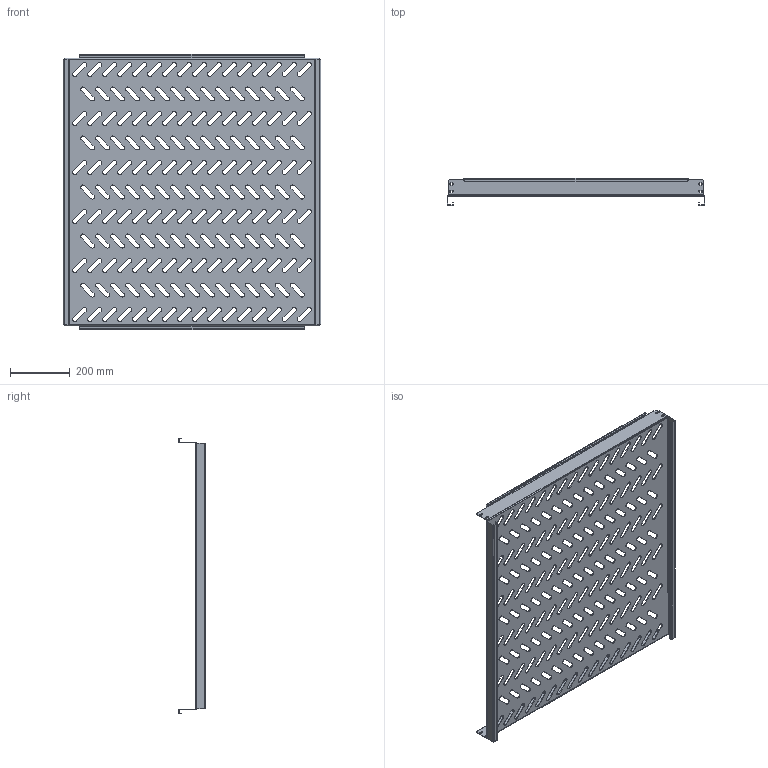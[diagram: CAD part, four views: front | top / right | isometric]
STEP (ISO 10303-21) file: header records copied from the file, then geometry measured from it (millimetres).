
FILE_DESCRIPTION (( 'STEP AP214' ), '1' );
FILE_NAME ('945.309.STEP', '2024-09-25T09:58:13', ( '' ), ( '' ), 'SwSTEP 2.0', 'SolidWorks 2021', '' );
FILE_SCHEMA (( 'AUTOMOTIVE_DESIGN' ));
Length unit declared in the file: millimetre
Products named in the file (1): 945.309
Bounding box: 860 x 90 x 920 mm (x, y, z)
Volume: 1676709 mm3; surface area: 1732106.7 mm2
Topology: 1 solids, 1 shells, 1017 faces, 2957 edges, 1942 vertices
Faces by surface type: cylinder 573, plane 436, bspline 8
Entity records: 35019 total; most frequent: CARTESIAN_POINT 6417, DIRECTION 6083, ORIENTED_EDGE 5914, EDGE_CURVE 2957, AXIS2_PLACEMENT_3D 2156, VERTEX_POINT 1942, VECTOR 1771, LINE 1771
